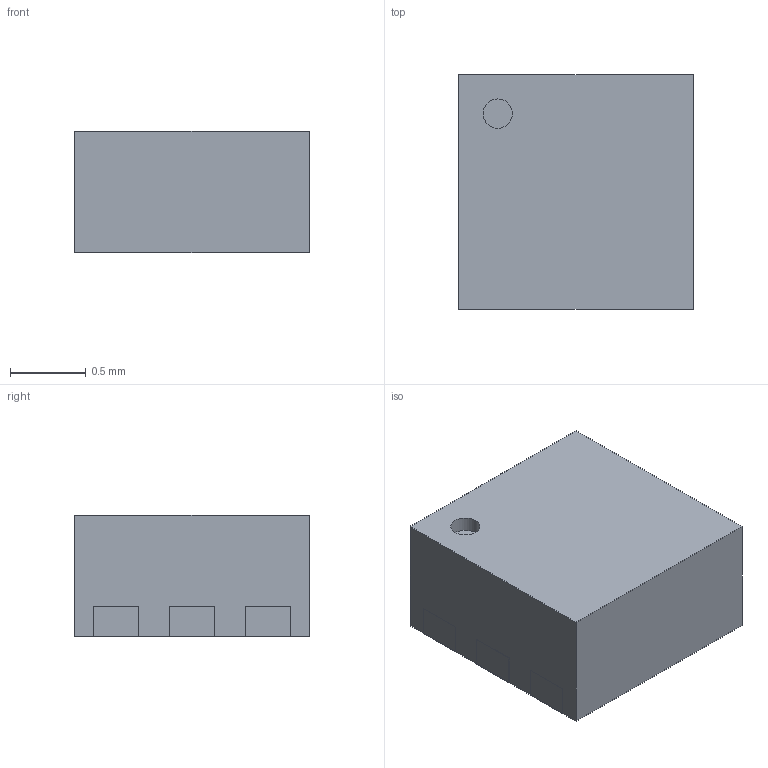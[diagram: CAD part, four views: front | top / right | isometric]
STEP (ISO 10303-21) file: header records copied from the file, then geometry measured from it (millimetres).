
FILE_DESCRIPTION(('Open CASCADE Model'),'2;1');
FILE_NAME('Open CASCADE Shape Model','2023-01-25T23:00:14',('Author'),( 'Open CASCADE'),'Open CASCADE STEP processor 7.5','Open CASCADE 7.5' ,'Unknown');
FILE_SCHEMA(('AUTOMOTIVE_DESIGN { 1 0 10303 214 1 1 1 1 }'));
Length unit declared in the file: millimetre
Products named in the file (6): SON50P150X80-6N.step; Open CASCADE STEP translator 7.5 5.1; Body; Open CASCADE STEP translator 7.5 5.2.1; Pin Shape; Open CASCADE STEP translator 7.5 5.3.1
Assembly tree (10 placements, depth 3):
  SON50P150X80-6N.step
    Open CASCADE STEP translator 7.5 5.1
    Body
      Open CASCADE STEP translator 7.5 5.2.1
    Pin Shape  x6
      Open CASCADE STEP translator 7.5 5.3.1
Bounding box: 1.55 x 1.55 x 0.8 mm (x, y, z)
Volume: 1.9 mm3; surface area: 12.7 mm2
Topology: 7 solids, 8 shells, 93 faces, 184 edges, 107 vertices
Faces by surface type: plane 92, cylinder 1
Full cylindrical faces by diameter (mm): 0.194 x1
Entity records: 1299 total; most frequent: DIRECTION 200, CARTESIAN_POINT 194, LINE 123, VECTOR 123, ORIENTED_EDGE 87, PCURVE 87, DEFINITIONAL_REPRESENTATION 87, EDGE_CURVE 44
